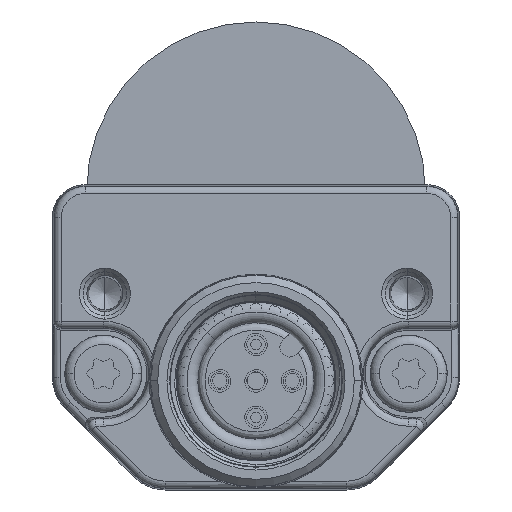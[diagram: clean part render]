
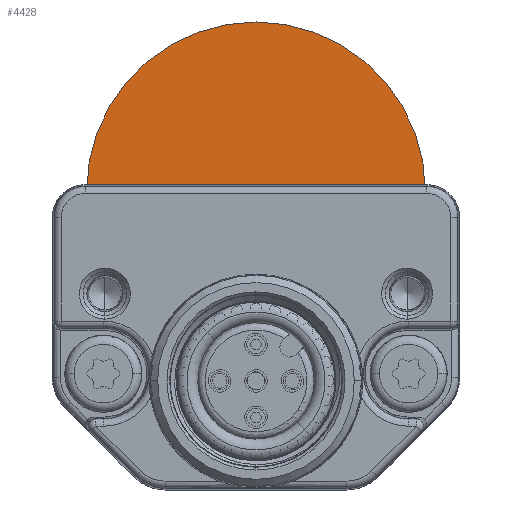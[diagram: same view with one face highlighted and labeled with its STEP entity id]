
A CAD part, left-side view. The second image highlights one B-rep face of the part: STEP entity #4428.
In plain terms, the highlighted face is planar.
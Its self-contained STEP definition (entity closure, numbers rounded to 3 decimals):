
#4312=DIRECTION('',(1.,0.,0.));
#4313=VECTOR('',#4312,23.3);
#4314=CARTESIAN_POINT('',(-11.65,0.,285.5));
#4315=LINE('',#4314,#4313);
#4316=DIRECTION('',(0.,-1.,0.));
#4317=VECTOR('',#4316,1.5);
#4318=CARTESIAN_POINT('',(-11.65,1.5,285.5));
#4319=LINE('',#4318,#4317);
#4320=CARTESIAN_POINT('',(0.,1.5,285.5));
#4321=DIRECTION('',(0.,0.,1.));
#4322=DIRECTION('',(1.,0.,0.));
#4323=AXIS2_PLACEMENT_3D('',#4320,#4321,#4322);
#4325=DIRECTION('',(0.,1.,0.));
#4326=VECTOR('',#4325,1.5);
#4327=CARTESIAN_POINT('',(11.65,0.,285.5));
#4328=LINE('',#4327,#4326);
#4337=CARTESIAN_POINT('',(-11.65,0.,285.5));
#4338=CARTESIAN_POINT('',(11.65,0.,285.5));
#4339=VERTEX_POINT('',#4337);
#4340=VERTEX_POINT('',#4338);
#4341=CARTESIAN_POINT('',(11.65,1.5,285.5));
#4342=VERTEX_POINT('',#4341);
#4343=CARTESIAN_POINT('',(-11.65,1.5,285.5));
#4344=VERTEX_POINT('',#4343);
#4417=CARTESIAN_POINT('',(0.,0.,285.5));
#4418=DIRECTION('',(0.,0.,1.));
#4419=DIRECTION('',(1.,0.,0.));
#4420=AXIS2_PLACEMENT_3D('',#4417,#4418,#4419);
#4421=PLANE('',#4420);
#4422=ORIENTED_EDGE('',*,*,#4369,.F.);
#4423=ORIENTED_EDGE('',*,*,#4384,.F.);
#4424=ORIENTED_EDGE('',*,*,#4398,.F.);
#4425=ORIENTED_EDGE('',*,*,#4411,.F.);
#4426=EDGE_LOOP('',(#4422,#4423,#4424,#4425));
#4427=FACE_OUTER_BOUND('',#4426,.F.);
#4428=ADVANCED_FACE('',(#4427),#4421,.T.);
#4324=CIRCLE('',#4323,11.65);
#4369=EDGE_CURVE('',#4339,#4340,#4315,.T.);
#4384=EDGE_CURVE('',#4344,#4339,#4319,.T.);
#4398=EDGE_CURVE('',#4342,#4344,#4324,.T.);
#4411=EDGE_CURVE('',#4340,#4342,#4328,.T.);
